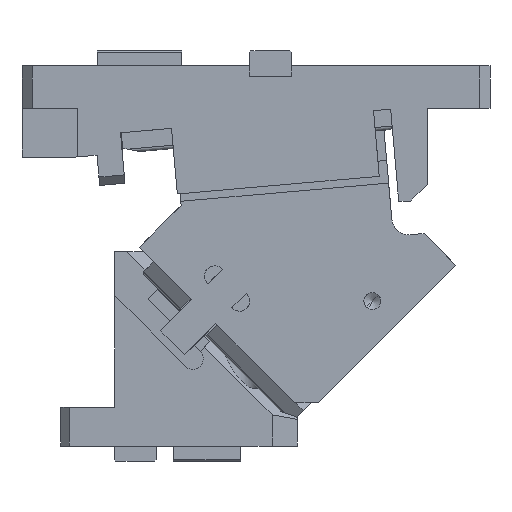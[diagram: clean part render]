
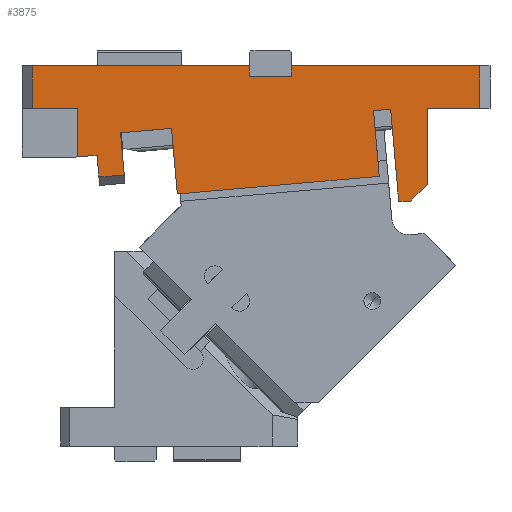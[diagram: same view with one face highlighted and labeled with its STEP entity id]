
A CAD part, front view. The second image highlights one B-rep face of the part: STEP entity #3875.
In plain terms, the highlighted planar face has unit normal (0, -1, 0).
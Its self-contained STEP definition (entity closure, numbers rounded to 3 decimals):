
#172=CARTESIAN_POINT('Vertex',(-250.82,-42.5,117.97)) ;
#175=CARTESIAN_POINT('Line Origine',(-186.57,-42.5,117.97)) ;
#179=CARTESIAN_POINT('Vertex',(-122.32,-42.5,117.97)) ;
#1685=CARTESIAN_POINT('Vertex',(-164.92,-42.5,42.18)) ;
#1688=CARTESIAN_POINT('Line Origine',(-166.62,-42.5,61.606)) ;
#1692=CARTESIAN_POINT('Vertex',(-168.319,-42.5,81.032)) ;
#1970=CARTESIAN_POINT('Line Origine',(-47.076,-42.5,72.065)) ;
#1974=CARTESIAN_POINT('Vertex',(-45.377,-42.5,52.639)) ;
#1976=CARTESIAN_POINT('Vertex',(-48.776,-42.5,91.491)) ;
#2005=CARTESIAN_POINT('Line Origine',(-105.148,-42.5,47.41)) ;
#2230=CARTESIAN_POINT('Line Origine',(-122.32,-42.5,114.97)) ;
#2234=CARTESIAN_POINT('Vertex',(-122.32,-42.5,111.97)) ;
#2249=CARTESIAN_POINT('Line Origine',(-109.82,-42.5,111.97)) ;
#2253=CARTESIAN_POINT('Vertex',(-97.32,-42.5,111.97)) ;
#2275=CARTESIAN_POINT('Line Origine',(-97.32,-42.5,114.97)) ;
#2279=CARTESIAN_POINT('Vertex',(-97.32,-42.5,117.97)) ;
#2830=CARTESIAN_POINT('Vertex',(-26.82,-42.5,37.97)) ;
#2833=CARTESIAN_POINT('Line Origine',(-30.342,-42.5,37.97)) ;
#2837=CARTESIAN_POINT('Vertex',(-33.865,-42.5,37.97)) ;
#2868=CARTESIAN_POINT('Vertex',(-16.82,-42.5,47.97)) ;
#2871=CARTESIAN_POINT('Line Origine',(-21.82,-42.5,42.97)) ;
#2888=CARTESIAN_POINT('Line Origine',(-16.82,-42.5,70.47)) ;
#2892=CARTESIAN_POINT('Vertex',(-16.82,-42.5,92.97)) ;
#2975=CARTESIAN_POINT('Vertex',(14.18,-42.5,92.97)) ;
#2978=CARTESIAN_POINT('Line Origine',(-1.32,-42.5,92.97)) ;
#3024=CARTESIAN_POINT('Vertex',(14.18,-42.5,117.97)) ;
#3027=CARTESIAN_POINT('Line Origine',(14.18,-42.5,105.47)) ;
#3066=CARTESIAN_POINT('Line Origine',(-41.57,-42.5,117.97)) ;
#3266=CARTESIAN_POINT('Vertex',(-223.82,-42.5,92.97)) ;
#3271=CARTESIAN_POINT('Line Origine',(-237.32,-42.5,92.97)) ;
#3275=CARTESIAN_POINT('Vertex',(-250.82,-42.5,92.97)) ;
#3591=CARTESIAN_POINT('Vertex',(-196.335,-42.5,53.485)) ;
#3594=CARTESIAN_POINT('Line Origine',(-203.806,-42.5,52.832)) ;
#3598=CARTESIAN_POINT('Vertex',(-211.278,-42.5,52.178)) ;
#3624=CARTESIAN_POINT('Vertex',(-212.411,-42.5,65.129)) ;
#3632=CARTESIAN_POINT('Line Origine',(-211.844,-42.5,58.653)) ;
#3658=CARTESIAN_POINT('Line Origine',(-218.115,-42.5,64.63)) ;
#3662=CARTESIAN_POINT('Vertex',(-223.82,-42.5,64.13)) ;
#3710=CARTESIAN_POINT('Line Origine',(-223.82,-42.5,78.55)) ;
#3809=CARTESIAN_POINT('Line Origine',(-250.82,-42.5,105.47)) ;
#3821=CARTESIAN_POINT('Axis2P3D Location',(0.,-42.5,0.)) ;
#3826=CARTESIAN_POINT('Line Origine',(-197.424,-42.5,65.938)) ;
#3830=CARTESIAN_POINT('Vertex',(-198.514,-42.5,78.39)) ;
#3833=CARTESIAN_POINT('Line Origine',(-183.417,-42.5,79.711)) ;
#3838=CARTESIAN_POINT('Line Origine',(-43.7,-42.5,91.935)) ;
#3842=CARTESIAN_POINT('Vertex',(-38.625,-42.5,92.379)) ;
#3845=CARTESIAN_POINT('Line Origine',(-36.245,-42.5,65.174)) ;
#176=DIRECTION('Vector Direction',(-1.,0.,0.)) ;
#1689=DIRECTION('Vector Direction',(0.087,0.,-0.996)) ;
#1971=DIRECTION('Vector Direction',(-0.087,0.,0.996)) ;
#2006=DIRECTION('Vector Direction',(0.996,0.,0.087)) ;
#2231=DIRECTION('Vector Direction',(0.,0.,1.)) ;
#2250=DIRECTION('Vector Direction',(-1.,0.,0.)) ;
#2276=DIRECTION('Vector Direction',(0.,0.,1.)) ;
#2834=DIRECTION('Vector Direction',(1.,0.,0.)) ;
#2872=DIRECTION('Vector Direction',(0.707,0.,0.707)) ;
#2889=DIRECTION('Vector Direction',(0.,0.,-1.)) ;
#2979=DIRECTION('Vector Direction',(-1.,0.,0.)) ;
#3028=DIRECTION('Vector Direction',(0.,0.,1.)) ;
#3067=DIRECTION('Vector Direction',(-1.,0.,0.)) ;
#3272=DIRECTION('Vector Direction',(-1.,0.,0.)) ;
#3595=DIRECTION('Vector Direction',(0.996,0.,0.087)) ;
#3633=DIRECTION('Vector Direction',(0.087,0.,-0.996)) ;
#3659=DIRECTION('Vector Direction',(0.996,0.,0.087)) ;
#3711=DIRECTION('Vector Direction',(0.,0.,1.)) ;
#3810=DIRECTION('Vector Direction',(0.,0.,-1.)) ;
#3822=DIRECTION('Axis2P3D Direction',(0.,1.,0.)) ;
#3823=DIRECTION('Axis2P3D XDirection',(0.,0.,1.)) ;
#3827=DIRECTION('Vector Direction',(0.087,0.,-0.996)) ;
#3834=DIRECTION('Vector Direction',(0.996,0.,0.087)) ;
#3839=DIRECTION('Vector Direction',(0.996,0.,0.087)) ;
#3846=DIRECTION('Vector Direction',(-0.087,0.,0.996)) ;
#3824=AXIS2_PLACEMENT_3D('Plane Axis2P3D',#3821,#3822,#3823) ;
#3851=ORIENTED_EDGE('',*,*,#2839,.T.) ;
#3852=ORIENTED_EDGE('',*,*,#2875,.T.) ;
#3853=ORIENTED_EDGE('',*,*,#2894,.F.) ;
#3854=ORIENTED_EDGE('',*,*,#2982,.F.) ;
#3855=ORIENTED_EDGE('',*,*,#3031,.T.) ;
#3856=ORIENTED_EDGE('',*,*,#3070,.T.) ;
#3857=ORIENTED_EDGE('',*,*,#2281,.F.) ;
#3858=ORIENTED_EDGE('',*,*,#2255,.T.) ;
#3859=ORIENTED_EDGE('',*,*,#2236,.T.) ;
#3860=ORIENTED_EDGE('',*,*,#181,.T.) ;
#3861=ORIENTED_EDGE('',*,*,#3813,.T.) ;
#3862=ORIENTED_EDGE('',*,*,#3277,.F.) ;
#3863=ORIENTED_EDGE('',*,*,#3714,.F.) ;
#3864=ORIENTED_EDGE('',*,*,#3664,.T.) ;
#3865=ORIENTED_EDGE('',*,*,#3636,.T.) ;
#3866=ORIENTED_EDGE('',*,*,#3600,.T.) ;
#3867=ORIENTED_EDGE('',*,*,#3832,.F.) ;
#3868=ORIENTED_EDGE('',*,*,#3837,.T.) ;
#3869=ORIENTED_EDGE('',*,*,#1694,.T.) ;
#3870=ORIENTED_EDGE('',*,*,#2009,.T.) ;
#3871=ORIENTED_EDGE('',*,*,#1978,.T.) ;
#3872=ORIENTED_EDGE('',*,*,#3844,.T.) ;
#3873=ORIENTED_EDGE('',*,*,#3849,.F.) ;
#177=VECTOR('Line Direction',#176,1.) ;
#1690=VECTOR('Line Direction',#1689,1.) ;
#1972=VECTOR('Line Direction',#1971,1.) ;
#2007=VECTOR('Line Direction',#2006,1.) ;
#2232=VECTOR('Line Direction',#2231,1.) ;
#2251=VECTOR('Line Direction',#2250,1.) ;
#2277=VECTOR('Line Direction',#2276,1.) ;
#2835=VECTOR('Line Direction',#2834,1.) ;
#2873=VECTOR('Line Direction',#2872,1.) ;
#2890=VECTOR('Line Direction',#2889,1.) ;
#2980=VECTOR('Line Direction',#2979,1.) ;
#3029=VECTOR('Line Direction',#3028,1.) ;
#3068=VECTOR('Line Direction',#3067,1.) ;
#3273=VECTOR('Line Direction',#3272,1.) ;
#3596=VECTOR('Line Direction',#3595,1.) ;
#3634=VECTOR('Line Direction',#3633,1.) ;
#3660=VECTOR('Line Direction',#3659,1.) ;
#3712=VECTOR('Line Direction',#3711,1.) ;
#3811=VECTOR('Line Direction',#3810,1.) ;
#3828=VECTOR('Line Direction',#3827,1.) ;
#3835=VECTOR('Line Direction',#3834,1.) ;
#3840=VECTOR('Line Direction',#3839,1.) ;
#3847=VECTOR('Line Direction',#3846,1.) ;
#3875=ADVANCED_FACE('CAM HOLDER',(#3874),#3825,.F.) ;
#181=EDGE_CURVE('',#180,#173,#178,.T.) ;
#1694=EDGE_CURVE('',#1693,#1686,#1691,.T.) ;
#1978=EDGE_CURVE('',#1975,#1977,#1973,.T.) ;
#2009=EDGE_CURVE('',#1686,#1975,#2008,.T.) ;
#2236=EDGE_CURVE('',#2235,#180,#2233,.T.) ;
#2255=EDGE_CURVE('',#2254,#2235,#2252,.T.) ;
#2281=EDGE_CURVE('',#2254,#2280,#2278,.T.) ;
#2839=EDGE_CURVE('',#2838,#2831,#2836,.T.) ;
#2875=EDGE_CURVE('',#2831,#2869,#2874,.T.) ;
#2894=EDGE_CURVE('',#2893,#2869,#2891,.T.) ;
#2982=EDGE_CURVE('',#2976,#2893,#2981,.T.) ;
#3031=EDGE_CURVE('',#2976,#3025,#3030,.T.) ;
#3070=EDGE_CURVE('',#3025,#2280,#3069,.T.) ;
#3277=EDGE_CURVE('',#3267,#3276,#3274,.T.) ;
#3600=EDGE_CURVE('',#3599,#3592,#3597,.T.) ;
#3636=EDGE_CURVE('',#3625,#3599,#3635,.T.) ;
#3664=EDGE_CURVE('',#3663,#3625,#3661,.T.) ;
#3714=EDGE_CURVE('',#3663,#3267,#3713,.T.) ;
#3813=EDGE_CURVE('',#173,#3276,#3812,.T.) ;
#3832=EDGE_CURVE('',#3831,#3592,#3829,.T.) ;
#3837=EDGE_CURVE('',#3831,#1693,#3836,.T.) ;
#3844=EDGE_CURVE('',#1977,#3843,#3841,.T.) ;
#3849=EDGE_CURVE('',#2838,#3843,#3848,.T.) ;
#3850=EDGE_LOOP('',(#3851,#3852,#3853,#3854,#3855,#3856,#3857,#3858,#3859,#3860,#3861,#3862,#3863,#3864,#3865,#3866,#3867,#3868,#3869,#3870,#3871,#3872,#3873)) ;
#3874=FACE_OUTER_BOUND('',#3850,.T.) ;
#178=LINE('Line',#175,#177) ;
#1691=LINE('Line',#1688,#1690) ;
#1973=LINE('Line',#1970,#1972) ;
#2008=LINE('Line',#2005,#2007) ;
#2233=LINE('Line',#2230,#2232) ;
#2252=LINE('Line',#2249,#2251) ;
#2278=LINE('Line',#2275,#2277) ;
#2836=LINE('Line',#2833,#2835) ;
#2874=LINE('Line',#2871,#2873) ;
#2891=LINE('Line',#2888,#2890) ;
#2981=LINE('Line',#2978,#2980) ;
#3030=LINE('Line',#3027,#3029) ;
#3069=LINE('Line',#3066,#3068) ;
#3274=LINE('Line',#3271,#3273) ;
#3597=LINE('Line',#3594,#3596) ;
#3635=LINE('Line',#3632,#3634) ;
#3661=LINE('Line',#3658,#3660) ;
#3713=LINE('Line',#3710,#3712) ;
#3812=LINE('Line',#3809,#3811) ;
#3829=LINE('Line',#3826,#3828) ;
#3836=LINE('Line',#3833,#3835) ;
#3841=LINE('Line',#3838,#3840) ;
#3848=LINE('Line',#3845,#3847) ;
#3825=PLANE('Plane',#3824) ;
#173=VERTEX_POINT('',#172) ;
#180=VERTEX_POINT('',#179) ;
#1686=VERTEX_POINT('',#1685) ;
#1693=VERTEX_POINT('',#1692) ;
#1975=VERTEX_POINT('',#1974) ;
#1977=VERTEX_POINT('',#1976) ;
#2235=VERTEX_POINT('',#2234) ;
#2254=VERTEX_POINT('',#2253) ;
#2280=VERTEX_POINT('',#2279) ;
#2831=VERTEX_POINT('',#2830) ;
#2838=VERTEX_POINT('',#2837) ;
#2869=VERTEX_POINT('',#2868) ;
#2893=VERTEX_POINT('',#2892) ;
#2976=VERTEX_POINT('',#2975) ;
#3025=VERTEX_POINT('',#3024) ;
#3267=VERTEX_POINT('',#3266) ;
#3276=VERTEX_POINT('',#3275) ;
#3592=VERTEX_POINT('',#3591) ;
#3599=VERTEX_POINT('',#3598) ;
#3625=VERTEX_POINT('',#3624) ;
#3663=VERTEX_POINT('',#3662) ;
#3831=VERTEX_POINT('',#3830) ;
#3843=VERTEX_POINT('',#3842) ;
